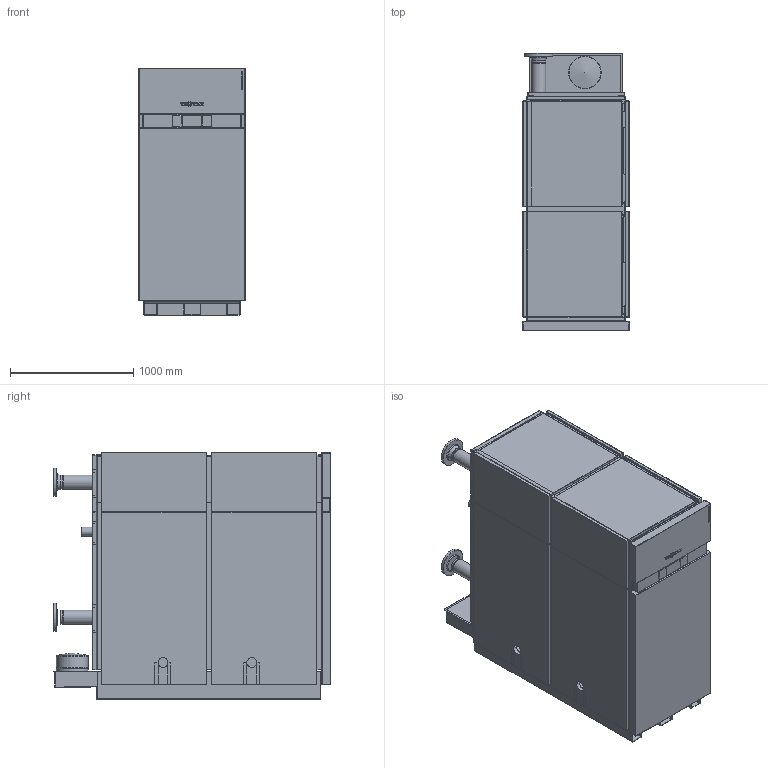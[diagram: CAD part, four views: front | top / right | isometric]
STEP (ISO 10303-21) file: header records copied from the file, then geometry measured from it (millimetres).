
FILE_DESCRIPTION(/* description */ (''),/* implementation_level */ '2;1');
FILE_NAME(/* name */ 'Vitocrossal 300 CA3B-3.0.stp',/* time_stamp */ '2021-01-11T13:51:43-05:00',/* author */ ('pfid'),/* organization */ (''),/* preprocessor_version */ 'ST-DEVELOPER v18',/* originating_system */ 'Autodesk Inventor 2020',/* authorisation */ '');
FILE_SCHEMA (('AUTOMOTIVE_DESIGN { 1 0 10303 214 3 1 1 }'));
Products named in the file (1): Vitocrossal 300 CA3B-3.0 SF Installation Fittings-Combustion Air Inta
ke_Substitute_3
Bounding box: 861 x 2250.79 x 2000 mm (x, y, z)
Surface area: 38850317.3 mm2 (no closed solid volume)
Topology: 0 solids, 152 shells, 1259 faces, 5616 edges, 4394 vertices
Faces by surface type: plane 755, cylinder 398, bspline 74, torus 16, cone 10, sphere 6
Full cylindrical faces by diameter (mm): 73 x1, 114.3 x4, 157.2 x2, 228.6 x2, 258 x2
Entity records: 60286 total; most frequent: CARTESIAN_POINT 14415, DIRECTION 9282, ORIENTED_EDGE 7701, EDGE_CURVE 5615, VERTEX_POINT 4394, LINE 3898, VECTOR 3898, AXIS2_PLACEMENT_3D 2692
